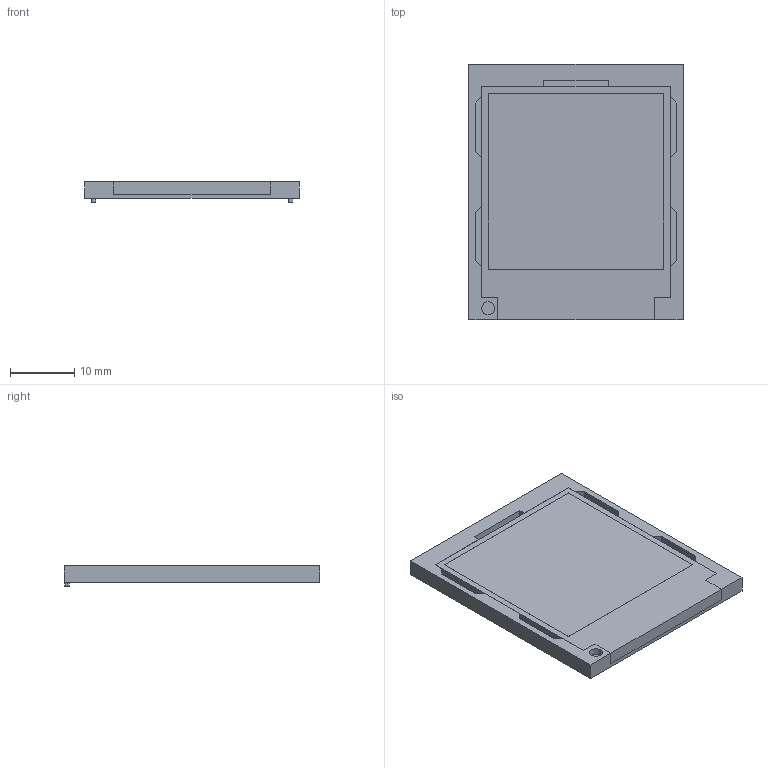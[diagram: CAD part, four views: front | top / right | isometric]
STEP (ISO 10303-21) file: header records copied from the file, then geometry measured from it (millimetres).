
FILE_DESCRIPTION (( 'STEP AP214' ), '1' );
FILE_NAME ('ecran st7735 3d qr.STEP', '2016-10-25T22:46:02', ( '' ), ( '' ), 'SwSTEP 2.0', 'SolidWorks 2016', '' );
FILE_SCHEMA (( 'AUTOMOTIVE_DESIGN' ));
Length unit declared in the file: millimetre
Products named in the file (3): lcd; ecran st7735 3d qr; suport ecran
Assembly tree (2 placements, depth 2):
  ecran st7735 3d qr
    suport ecran
    lcd
Bounding box: 33.34 x 39.66 x 3.21 mm (x, y, z)
Volume: 3354.7 mm3; surface area: 5558.3 mm2
Topology: 2 solids, 2 shells, 58 faces, 150 edges, 100 vertices
Faces by surface type: plane 52, cylinder 6
Entity records: 1867 total; most frequent: CARTESIAN_POINT 313, ORIENTED_EDGE 300, DIRECTION 288, EDGE_CURVE 150, LINE 138, VECTOR 138, VERTEX_POINT 100, AXIS2_PLACEMENT_3D 75
